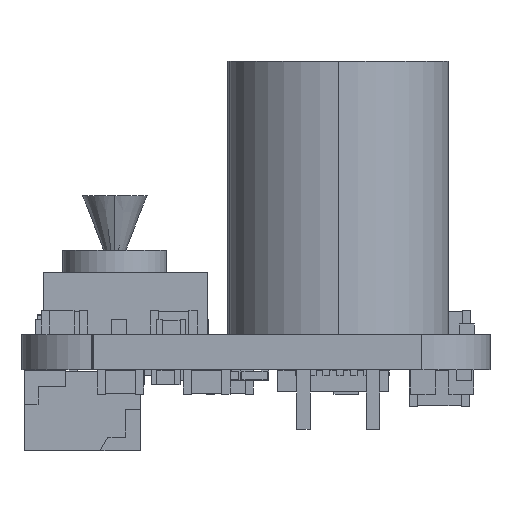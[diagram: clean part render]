
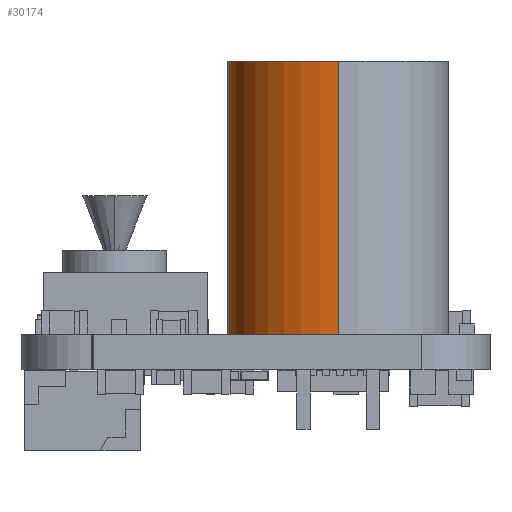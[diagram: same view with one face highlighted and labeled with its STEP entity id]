
A CAD part, left-side view. The second image highlights one B-rep face of the part: STEP entity #30174.
In plain terms, the highlighted cylindrical face has radius 4 mm (diameter 8 mm), a partial arc.
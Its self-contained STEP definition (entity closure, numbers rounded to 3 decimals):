
#30174 = ADVANCED_FACE('',(#30175),#30211,.T.);
#30175 = FACE_BOUND('',#30176,.T.);
#30176 = EDGE_LOOP('',(#30177,#30188,#30196,#30205));
#30177 = ORIENTED_EDGE('',*,*,#30178,.T.);
#30178 = EDGE_CURVE('',#30179,#30181,#30183,.T.);
#30179 = VERTEX_POINT('',#30180);
#30180 = CARTESIAN_POINT('',(4.,0.,-10.));
#30181 = VERTEX_POINT('',#30182);
#30182 = CARTESIAN_POINT('',(-4.,0.,-10.));
#30183 = CIRCLE('',#30184,4.);
#30184 = AXIS2_PLACEMENT_3D('',#30185,#30186,#30187);
#30185 = CARTESIAN_POINT('',(0.,0.,-10.));
#30186 = DIRECTION('',(0.,0.,1.));
#30187 = DIRECTION('',(1.,0.,0.));
#30188 = ORIENTED_EDGE('',*,*,#30189,.T.);
#30189 = EDGE_CURVE('',#30181,#30190,#30192,.T.);
#30190 = VERTEX_POINT('',#30191);
#30191 = CARTESIAN_POINT('',(-4.,0.,0.));
#30192 = LINE('',#30193,#30194);
#30193 = CARTESIAN_POINT('',(-4.,0.,0.));
#30194 = VECTOR('',#30195,1.);
#30195 = DIRECTION('',(0.,0.,1.));
#30196 = ORIENTED_EDGE('',*,*,#30197,.F.);
#30197 = EDGE_CURVE('',#30198,#30190,#30200,.T.);
#30198 = VERTEX_POINT('',#30199);
#30199 = CARTESIAN_POINT('',(4.,0.,0.));
#30200 = CIRCLE('',#30201,4.);
#30201 = AXIS2_PLACEMENT_3D('',#30202,#30203,#30204);
#30202 = CARTESIAN_POINT('',(0.,0.,0.));
#30203 = DIRECTION('',(0.,0.,1.));
#30204 = DIRECTION('',(1.,0.,0.));
#30205 = ORIENTED_EDGE('',*,*,#30206,.F.);
#30206 = EDGE_CURVE('',#30179,#30198,#30207,.T.);
#30207 = LINE('',#30208,#30209);
#30208 = CARTESIAN_POINT('',(4.,0.,0.));
#30209 = VECTOR('',#30210,1.);
#30210 = DIRECTION('',(0.,0.,1.));
#30211 = CYLINDRICAL_SURFACE('',#30212,4.);
#30212 = AXIS2_PLACEMENT_3D('',#30213,#30214,#30215);
#30213 = CARTESIAN_POINT('',(0.,0.,0.));
#30214 = DIRECTION('',(0.,0.,1.));
#30215 = DIRECTION('',(1.,0.,0.));
